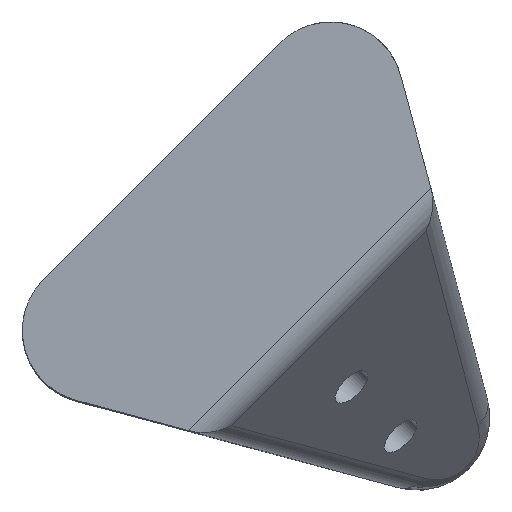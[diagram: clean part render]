
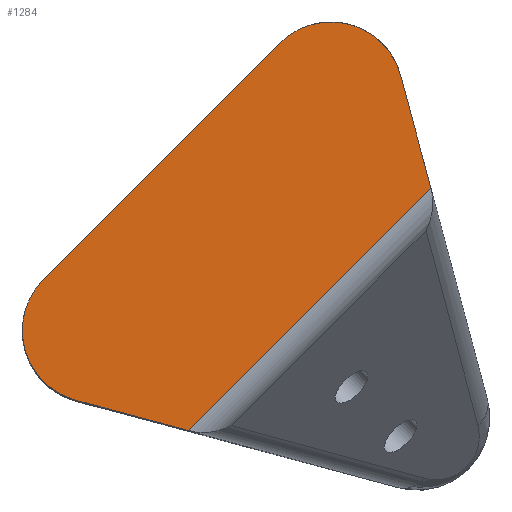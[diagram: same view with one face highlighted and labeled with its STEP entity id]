
A CAD part, top view. The second image highlights one B-rep face of the part: STEP entity #1284.
In plain terms, the highlighted planar face has unit normal (0, 0, 1).
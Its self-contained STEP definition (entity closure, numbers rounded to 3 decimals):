
#92=CIRCLE('',#1365,5.);
#97=CIRCLE('',#1387,5.);
#224=FACE_OUTER_BOUND('',#301,.T.);
#301=EDGE_LOOP('',(#1087,#1088,#1089,#1090,#1091,#1092));
#370=LINE('',#2177,#476);
#420=LINE('',#2621,#526);
#424=LINE('',#2671,#530);
#425=LINE('',#2673,#531);
#476=VECTOR('',#1509,10.);
#526=VECTOR('',#1625,10.);
#530=VECTOR('',#1645,10.);
#531=VECTOR('',#1646,10.);
#589=VERTEX_POINT('',#2174);
#590=VERTEX_POINT('',#2176);
#624=VERTEX_POINT('',#2576);
#625=VERTEX_POINT('',#2578);
#637=VERTEX_POINT('',#2619);
#641=VERTEX_POINT('',#2672);
#720=EDGE_CURVE('',#590,#589,#370,.T.);
#775=EDGE_CURVE('',#625,#624,#92,.T.);
#796=EDGE_CURVE('',#637,#589,#420,.T.);
#805=EDGE_CURVE('',#637,#625,#424,.T.);
#806=EDGE_CURVE('',#624,#641,#425,.T.);
#807=EDGE_CURVE('',#641,#590,#97,.T.);
#1087=ORIENTED_EDGE('',*,*,#796,.F.);
#1088=ORIENTED_EDGE('',*,*,#805,.T.);
#1089=ORIENTED_EDGE('',*,*,#775,.T.);
#1090=ORIENTED_EDGE('',*,*,#806,.T.);
#1091=ORIENTED_EDGE('',*,*,#807,.T.);
#1092=ORIENTED_EDGE('',*,*,#720,.T.);
#1221=PLANE('',#1386);
#1284=ADVANCED_FACE('',(#224),#1221,.T.);
#1365=AXIS2_PLACEMENT_3D('',#2579,#1581,#1582);
#1386=AXIS2_PLACEMENT_3D('',#2670,#1643,#1644);
#1387=AXIS2_PLACEMENT_3D('',#2674,#1647,#1648);
#1509=DIRECTION('',(0.966,-0.259,0.));
#1581=DIRECTION('center_axis',(0.,0.,
1.));
#1582=DIRECTION('ref_axis',(0.141,0.99,0.));
#1625=DIRECTION('',(-0.707,-0.707,0.));
#1643=DIRECTION('center_axis',(0.,0.,
1.));
#1644=DIRECTION('ref_axis',(1.,0.,0.));
#1645=DIRECTION('',(-0.259,0.966,0.));
#1646=DIRECTION('',(-0.707,-0.707,0.));
#1647=DIRECTION('center_axis',(0.,0.,
1.));
#1648=DIRECTION('ref_axis',(-0.707,0.707,0.));
#2174=CARTESIAN_POINT('',(-5.223,-11.516,52.008));
#2176=CARTESIAN_POINT('',(-13.029,-9.424,52.008));
#2177=CARTESIAN_POINT('',(-5.779,-11.367,52.008));
#2576=CARTESIAN_POINT('',(1.059,15.271,52.008));
#2578=CARTESIAN_POINT('',(9.424,13.029,52.008));
#2579=CARTESIAN_POINT('Origin',(4.595,11.735,52.008));
#2619=CARTESIAN_POINT('',(11.516,5.223,52.008));
#2621=CARTESIAN_POINT('',(3.146,-3.146,52.008));
#2670=CARTESIAN_POINT('Origin',(-5.717,5.717,52.008));
#2671=CARTESIAN_POINT('',(15.402,-9.278,52.008));
#2672=CARTESIAN_POINT('',(-15.271,-1.059,52.008));
#2673=CARTESIAN_POINT('',(1.059,15.271,52.008));
#2674=CARTESIAN_POINT('Origin',(-11.735,-4.595,52.008));
